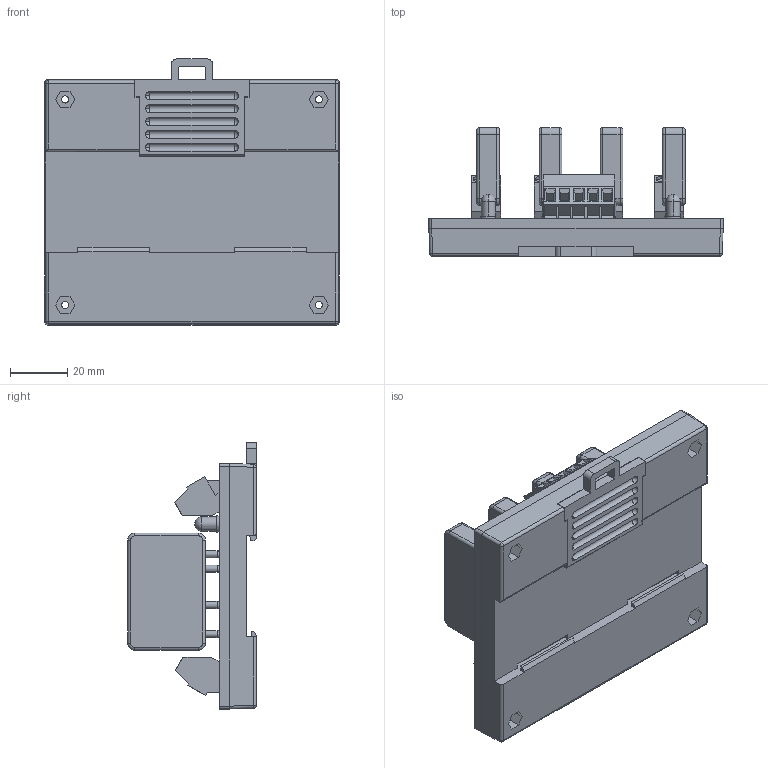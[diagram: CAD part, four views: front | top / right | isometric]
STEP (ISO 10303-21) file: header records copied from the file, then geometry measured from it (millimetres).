
FILE_DESCRIPTION (( 'STEP AP203' ), '1' );
FILE_NAME ('DN-SSR4DC_20220908.STEP', '2024-11-06T05:44:11', ( '' ), ( '' ), 'SwSTEP 2.0', 'SolidWorks 2020', '' );
FILE_SCHEMA (( 'CONFIG_CONTROL_DESIGN' ));
Length unit declared in the file: millimetre
Products named in the file (10): DN-SSR4DC_PCB; 4SDPP-004-A; 4SDPP-004; 2IRD3P-054_剪; DN-SSR4DC_20220908; Connector_1x2_5.08mm_60D; 2LAD001-5_剪; Connector_1x5_5mm_60D
Assembly tree (18 placements, depth 3):
  DN-SSR4DC_20220908
    4SDPP-004
      4SDPP-004
      4SDPP-004-A
    DN-SSR4DC_PCB
      DN-SSR4DC_PCB
      Connector_1x5_5mm_60D
      Connector_1x2_5.08mm_60D  x4
      2IRD3P-054_剪  x4
      2LAD001-5_剪  x4
Bounding box: 102.9 x 45 x 93.03 mm (x, y, z)
Volume: 83291.2 mm3; surface area: 69561.7 mm2
Topology: 16 solids, 16 shells, 890 faces, 2129 edges, 1314 vertices
Faces by surface type: plane 589, cylinder 206, torus 64, sphere 27, cone 4
Entity records: 15660 total; most frequent: CARTESIAN_POINT 2508, DIRECTION 2466, ORIENTED_EDGE 2408, EDGE_CURVE 1204, VECTOR 954, LINE 954, VERTEX_POINT 766, AXIS2_PLACEMENT_3D 756
